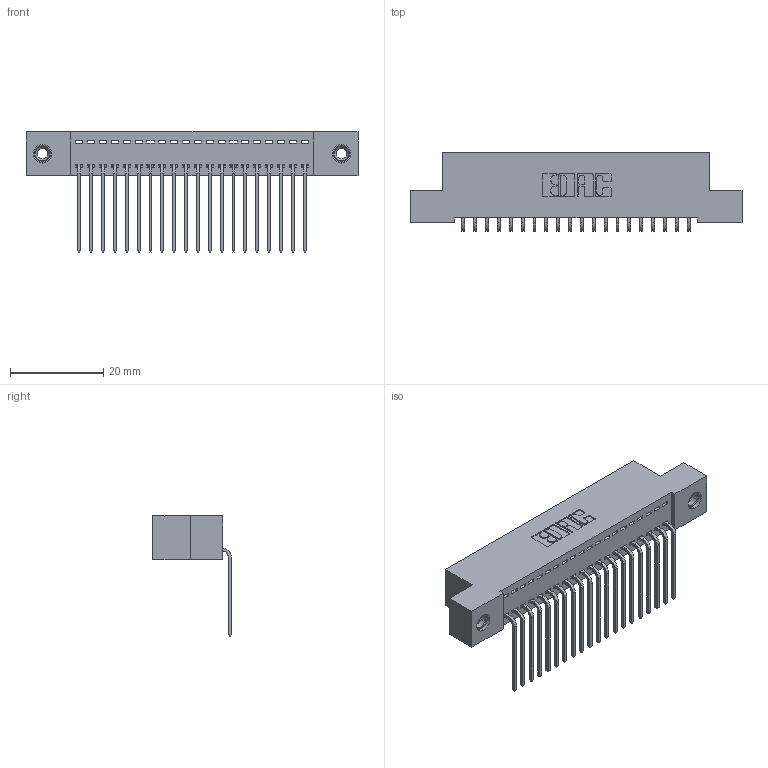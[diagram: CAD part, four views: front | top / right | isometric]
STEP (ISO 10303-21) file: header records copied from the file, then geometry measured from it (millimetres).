
FILE_DESCRIPTION (( 'STEP AP203' ), '1' );
FILE_NAME ('392-020-559-108.STEP', '2019-10-07T05:30:57', ( '' ), ( '' ), 'SwSTEP 2.0', 'SolidWorks 2016', '' );
FILE_SCHEMA (( 'CONFIG_CONTROL_DESIGN' ));
Length unit declared in the file: inch
Products named in the file (4): 342 Part_TI; 345-292-001_558 559 Tail - 1; 345-250-001_345-250-003-102; 392-020-559-108
Assembly tree (23 placements, depth 2):
  392-020-559-108
    342 Part_TI
    345-292-001_558 559 Tail - 1  x20
    345-250-001_345-250-003-102  x2
Bounding box: 71.12 x 16.83 x 25.78 mm (x, y, z)
Volume: 6215.7 mm3; surface area: 9113 mm2
Topology: 23 solids, 23 shells, 1370 faces, 4075 edges, 2682 vertices
Faces by surface type: plane 978, cylinder 376, cone 12, torus 4
Entity records: 16210 total; most frequent: CARTESIAN_POINT 2781, ORIENTED_EDGE 2730, DIRECTION 2423, EDGE_CURVE 1365, LINE 1217, VECTOR 1217, VERTEX_POINT 904, AXIS2_PLACEMENT_3D 603
